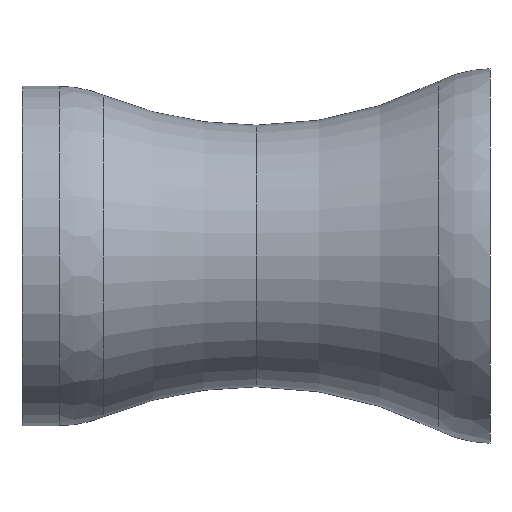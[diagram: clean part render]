
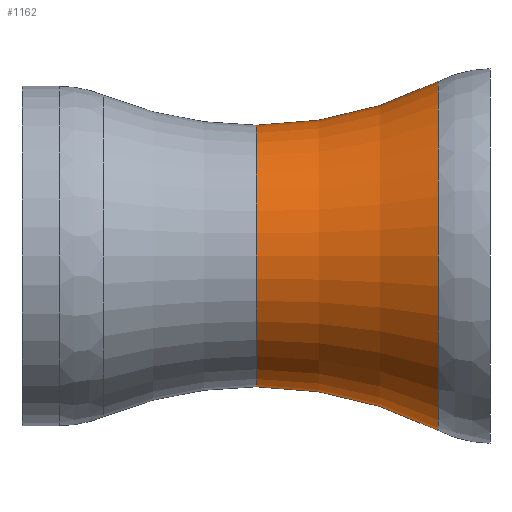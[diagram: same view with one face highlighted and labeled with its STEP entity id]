
A CAD part, front view. The second image highlights one B-rep face of the part: STEP entity #1162.
In plain terms, the highlighted toroidal (fillet/blend) face has major radius 45.497 mm and minor radius 34.314 mm.
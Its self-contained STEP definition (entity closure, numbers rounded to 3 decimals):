
#25 = ORIENTED_EDGE ( 'NONE', *, *, #952, .F. ) ;
#49 = TOROIDAL_SURFACE ( 'NONE', #1438, 45.497, 34.314 ) ;
#116 = DIRECTION ( 'NONE',  ( 0., 0., 1. ) ) ;
#138 = CIRCLE ( 'NONE', #972, 14.913 ) ;
#216 = ORIENTED_EDGE ( 'NONE', *, *, #233, .F. ) ;
#217 = CARTESIAN_POINT ( 'NONE',  ( 0., 0., 45.497 ) ) ;
#229 = EDGE_CURVE ( 'NONE', #375, #1331, #610, .T. ) ;
#233 = EDGE_CURVE ( 'NONE', #375, #374, #318, .T. ) ;
#235 = VERTEX_POINT ( 'NONE', #1027 ) ;
#305 = DIRECTION ( 'NONE',  ( -1., 0., 0. ) ) ;
#318 = CIRCLE ( 'NONE', #1294, 11.183 ) ;
#322 = CARTESIAN_POINT ( 'NONE',  ( 0., 0., 11.183 ) ) ;
#339 = DIRECTION ( 'NONE',  ( 0., 0., -1. ) ) ;
#374 = VERTEX_POINT ( 'NONE', #322 ) ;
#375 = VERTEX_POINT ( 'NONE', #1053 ) ;
#411 = FACE_OUTER_BOUND ( 'NONE', #599, .T. ) ;
#472 = DIRECTION ( 'NONE',  ( 0., -1., 0. ) ) ;
#529 = EDGE_CURVE ( 'NONE', #1331, #235, #138, .T. ) ;
#535 = CARTESIAN_POINT ( 'NONE',  ( 0., 0., 0. ) ) ;
#539 = DIRECTION ( 'NONE',  ( -1., 0., 0. ) ) ;
#545 = DIRECTION ( 'NONE',  ( 0., 0., 1. ) ) ;
#599 = EDGE_LOOP ( 'NONE', ( #216, #1291, #732, #25 ) ) ;
#610 = CIRCLE ( 'NONE', #1013, 34.314 ) ;
#732 = ORIENTED_EDGE ( 'NONE', *, *, #529, .T. ) ;
#770 = DIRECTION ( 'NONE',  ( 0., 0., 1. ) ) ;
#783 = DIRECTION ( 'NONE',  ( 0., 0., 1. ) ) ;
#900 = CARTESIAN_POINT ( 'NONE',  ( 0., 0., 0. ) ) ;
#952 = EDGE_CURVE ( 'NONE', #374, #235, #1279, .T. ) ;
#972 = AXIS2_PLACEMENT_3D ( 'NONE', #1238, #1070, #116 ) ;
#1013 = AXIS2_PLACEMENT_3D ( 'NONE', #1155, #1034, #783 ) ;
#1027 = CARTESIAN_POINT ( 'NONE',  ( 15.559, 0., 14.913 ) ) ;
#1034 = DIRECTION ( 'NONE',  ( 0., 1., 0. ) ) ;
#1053 = CARTESIAN_POINT ( 'NONE',  ( 0., 0., -11.183 ) ) ;
#1070 = DIRECTION ( 'NONE',  ( -1., 0., 0. ) ) ;
#1153 = AXIS2_PLACEMENT_3D ( 'NONE', #217, #472, #339 ) ;
#1155 = CARTESIAN_POINT ( 'NONE',  ( 0., 0., -45.497 ) ) ;
#1162 = ADVANCED_FACE ( 'NONE', ( #411 ), #49, .F. ) ;
#1193 = CARTESIAN_POINT ( 'NONE',  ( 15.559, 0., -14.913 ) ) ;
#1238 = CARTESIAN_POINT ( 'NONE',  ( 15.559, 0., 0. ) ) ;
#1279 = CIRCLE ( 'NONE', #1153, 34.314 ) ;
#1291 = ORIENTED_EDGE ( 'NONE', *, *, #229, .T. ) ;
#1294 = AXIS2_PLACEMENT_3D ( 'NONE', #535, #539, #545 ) ;
#1331 = VERTEX_POINT ( 'NONE', #1193 ) ;
#1438 = AXIS2_PLACEMENT_3D ( 'NONE', #900, #305, #770 ) ;
